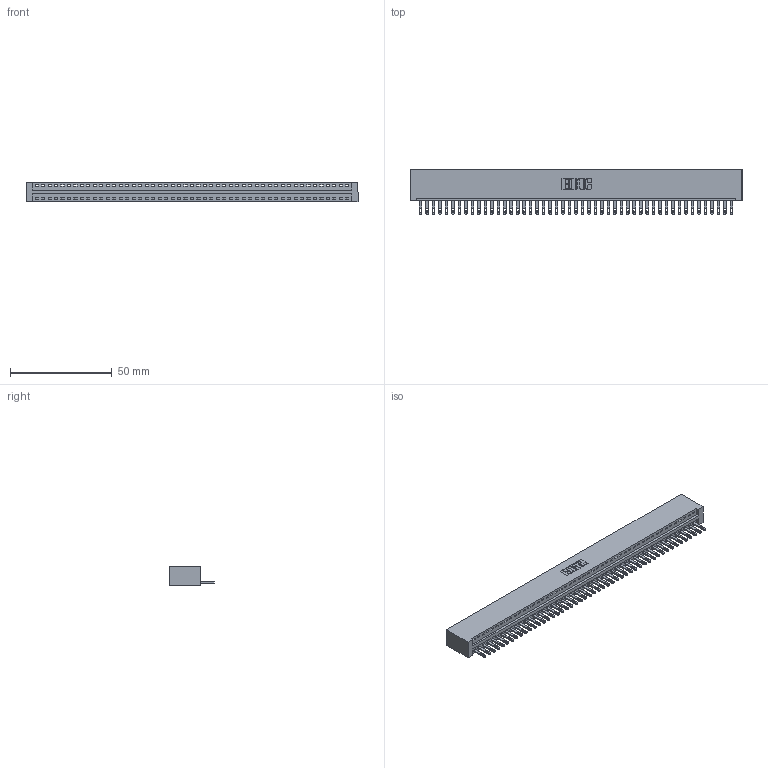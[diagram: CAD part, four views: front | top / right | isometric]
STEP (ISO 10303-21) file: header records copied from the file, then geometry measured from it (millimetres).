
FILE_DESCRIPTION (( 'STEP AP203' ), '1' );
FILE_NAME ('346-049-500-101.STEP', '2022-05-10T00:29:46', ( '' ), ( '' ), 'SwSTEP 2.0', 'SolidWorks 2020', '' );
FILE_SCHEMA (( 'CONFIG_CONTROL_DESIGN' ));
Length unit declared in the file: inch
Products named in the file (3): 346 Part_No Mounting Lugs; 346-049-500-101; 345-292-001_345-293-100
Assembly tree (50 placements, depth 2):
  346-049-500-101
    346 Part_No Mounting Lugs
    345-292-001_345-293-100  x49
Bounding box: 162.81 x 21.84 x 9.4 mm (x, y, z)
Volume: 16212.9 mm3; surface area: 20528.8 mm2
Topology: 50 solids, 50 shells, 2760 faces, 8537 edges, 5690 vertices
Faces by surface type: plane 1738, cylinder 1022
Entity records: 29121 total; most frequent: CARTESIAN_POINT 4995, ORIENTED_EDGE 4978, DIRECTION 4395, EDGE_CURVE 2489, LINE 2165, VECTOR 2165, VERTEX_POINT 1658, AXIS2_PLACEMENT_3D 1115
